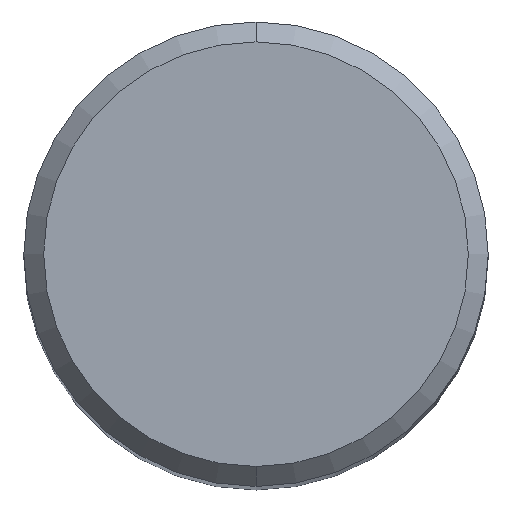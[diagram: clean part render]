
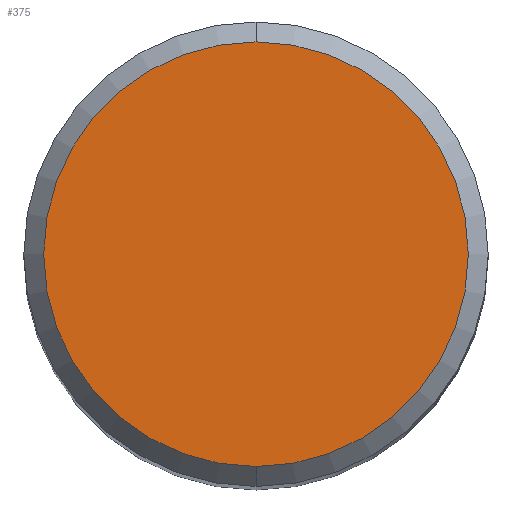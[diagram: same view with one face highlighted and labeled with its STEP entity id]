
A CAD part, top view. The second image highlights one B-rep face of the part: STEP entity #375.
In plain terms, the highlighted planar face has unit normal (0, 0, 1).
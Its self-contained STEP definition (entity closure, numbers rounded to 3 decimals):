
#211=EDGE_CURVE('',#309,#373,#522,.T.);
#309=VERTEX_POINT('',#627);
#373=VERTEX_POINT('',#697);
#375=ADVANCED_FACE('',(#699),#700,.T.);
#383=EDGE_CURVE('',#373,#309,#709,.T.);
#522=CIRCLE('',#967,6.4);
#627=CARTESIAN_POINT('',(0.0,6.4,0.0));
#697=CARTESIAN_POINT('',(0.,-6.4,0.0));
#699=FACE_OUTER_BOUND('',#1246,.T.);
#700=PLANE('',#1247);
#709=CIRCLE('',#1256,6.4);
#967=AXIS2_PLACEMENT_3D('',#1556,#1557,#1558);
#1246=EDGE_LOOP('',(#1747,#1748));
#1247=AXIS2_PLACEMENT_3D('',#1749,#1750,#1751);
#1256=AXIS2_PLACEMENT_3D('',#1761,#1762,#1763);
#1556=CARTESIAN_POINT('',(0.0,0.0,0.0));
#1557=DIRECTION('',(0.0,0.0,-1.0));
#1558=DIRECTION('',(0.0,1.0,0.0));
#1747=ORIENTED_EDGE('',*,*,#211,.F.);
#1748=ORIENTED_EDGE('',*,*,#383,.F.);
#1749=CARTESIAN_POINT('',(0.0,3.2,0.0));
#1750=DIRECTION('',(-0.0,0.0,1.0));
#1751=DIRECTION('',(0.0,-1.0,0.0));
#1761=CARTESIAN_POINT('',(0.0,0.0,0.0));
#1762=DIRECTION('',(0.0,0.0,-1.0));
#1763=DIRECTION('',(0.0,1.0,0.0));
